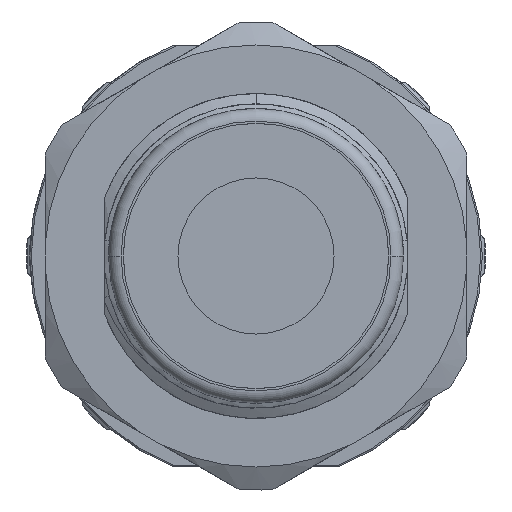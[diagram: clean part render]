
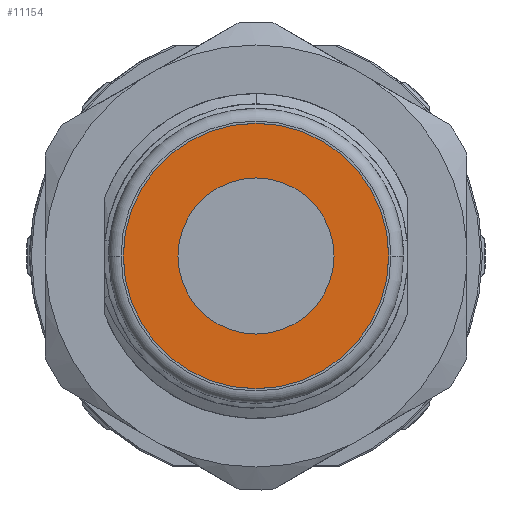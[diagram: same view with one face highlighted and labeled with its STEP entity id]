
A CAD part, left-side view. The second image highlights one B-rep face of the part: STEP entity #11154.
In plain terms, the highlighted planar face has unit normal (-1, 0, 0).
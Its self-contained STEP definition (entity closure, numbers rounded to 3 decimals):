
#1899=CARTESIAN_POINT('',(0.1,14.5,-13.594));
#1900=DIRECTION('',(-1.,0.,0.));
#1901=DIRECTION('',(0.,-1.,0.));
#1902=AXIS2_PLACEMENT_3D('',#1899,#1900,#1901);
#1908=CARTESIAN_POINT('',(0.1,14.5,-13.594));
#1909=DIRECTION('',(-1.,0.,0.));
#1910=DIRECTION('',(0.,-1.,0.));
#1911=AXIS2_PLACEMENT_3D('',#1908,#1909,#1910);
#1913=CARTESIAN_POINT('',(0.1,14.5,-13.594));
#1914=DIRECTION('',(-1.,0.,0.));
#1915=DIRECTION('',(0.,1.,0.));
#1916=AXIS2_PLACEMENT_3D('',#1913,#1914,#1915);
#1918=CARTESIAN_POINT('',(0.1,14.5,-13.594));
#1919=DIRECTION('',(-1.,0.,0.));
#1920=DIRECTION('',(0.,1.,0.));
#1921=AXIS2_PLACEMENT_3D('',#1918,#1919,#1920);
#8605=CARTESIAN_POINT('',(0.1,5.997,-13.594));
#8606=CARTESIAN_POINT('',(0.1,23.003,-13.594));
#8607=VERTEX_POINT('',#8605);
#8608=VERTEX_POINT('',#8606);
#8613=CARTESIAN_POINT('',(0.1,9.5,-13.594));
#8614=CARTESIAN_POINT('',(0.1,19.5,-13.594));
#8615=VERTEX_POINT('',#8613);
#8616=VERTEX_POINT('',#8614);
#11138=CARTESIAN_POINT('',(0.1,0.,0.));
#11139=DIRECTION('',(-1.,0.,0.));
#11140=DIRECTION('',(0.,-1.,0.));
#11141=AXIS2_PLACEMENT_3D('',#11138,#11139,#11140);
#11142=PLANE('',#11141);
#11143=ORIENTED_EDGE('',*,*,#11128,.F.);
#11145=ORIENTED_EDGE('',*,*,#11144,.F.);
#11146=EDGE_LOOP('',(#11143,#11145));
#11147=FACE_OUTER_BOUND('',#11146,.F.);
#11149=ORIENTED_EDGE('',*,*,#11148,.T.);
#11151=ORIENTED_EDGE('',*,*,#11150,.T.);
#11152=EDGE_LOOP('',(#11149,#11151));
#11153=FACE_BOUND('',#11152,.F.);
#1903=CIRCLE('',#1902,8.503);
#1912=CIRCLE('',#1911,5.);
#1917=CIRCLE('',#1916,5.);
#1922=CIRCLE('',#1921,8.503);
#11128=EDGE_CURVE('',#8607,#8608,#1903,.T.);
#11144=EDGE_CURVE('',#8608,#8607,#1922,.T.);
#11148=EDGE_CURVE('',#8615,#8616,#1912,.T.);
#11150=EDGE_CURVE('',#8616,#8615,#1917,.T.);
#11154=ADVANCED_FACE('',(#11147,#11153),#11142,.T.);
